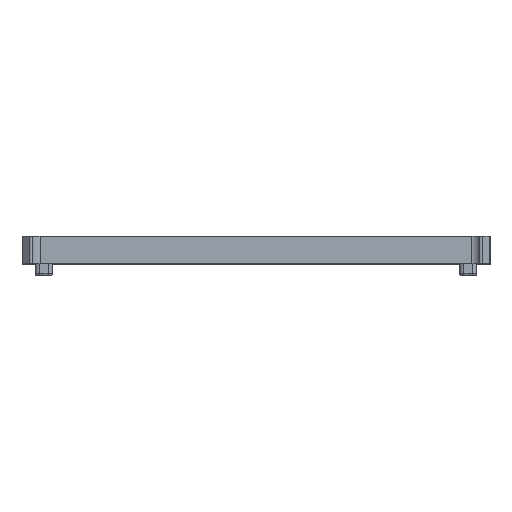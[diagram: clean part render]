
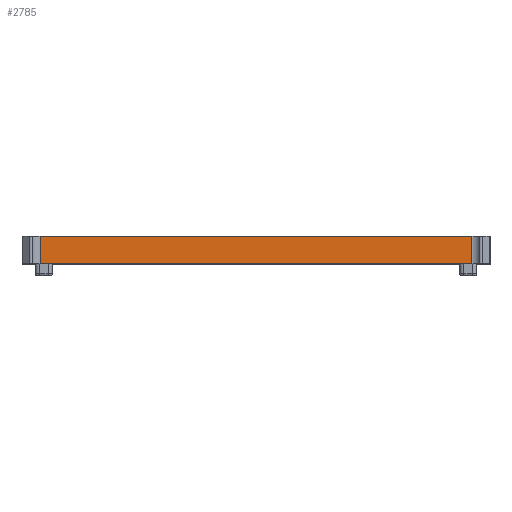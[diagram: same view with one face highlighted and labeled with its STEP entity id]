
A CAD part, top view. The second image highlights one B-rep face of the part: STEP entity #2785.
In plain terms, the highlighted planar face has unit normal (0, 0, 1).
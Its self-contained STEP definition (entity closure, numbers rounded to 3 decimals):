
#106=PLANE('',#3130);
#139=LINE('',#4155,#349);
#292=LINE('',#5051,#502);
#299=LINE('',#5092,#509);
#302=LINE('',#5104,#512);
#349=VECTOR('',#3256,10.);
#502=VECTOR('',#3901,10.);
#509=VECTOR('',#3938,10.);
#512=VECTOR('',#3953,10.);
#756=FACE_OUTER_BOUND('',#932,.T.);
#932=EDGE_LOOP('',(#2507,#2508,#2509,#2510));
#1179=VERTEX_POINT('',#4152);
#1180=VERTEX_POINT('',#4154);
#1369=VERTEX_POINT('',#5049);
#1388=VERTEX_POINT('',#5090);
#1441=EDGE_CURVE('',#1179,#1180,#139,.T.);
#1752=EDGE_CURVE('',#1369,#1179,#292,.T.);
#1773=EDGE_CURVE('',#1388,#1369,#299,.T.);
#1779=EDGE_CURVE('',#1180,#1388,#302,.T.);
#2507=ORIENTED_EDGE('',*,*,#1752,.F.);
#2508=ORIENTED_EDGE('',*,*,#1773,.F.);
#2509=ORIENTED_EDGE('',*,*,#1779,.F.);
#2510=ORIENTED_EDGE('',*,*,#1441,.F.);
#2785=ADVANCED_FACE('',(#756),#106,.F.);
#3130=AXIS2_PLACEMENT_3D('',#5103,#3951,#3952);
#3256=DIRECTION('',(1.,0.,0.));
#3901=DIRECTION('',(0.,1.,0.));
#3938=DIRECTION('',(-1.,0.,0.));
#3951=DIRECTION('center_axis',(0.,0.,-1.));
#3952=DIRECTION('ref_axis',(-1.,0.,0.));
#3953=DIRECTION('',(0.,-1.,0.));
#4152=CARTESIAN_POINT('',(-104.494,0.915,28.195));
#4154=CARTESIAN_POINT('',(2.026,0.915,28.195));
#4155=CARTESIAN_POINT('',(-43.734,0.915,28.195));
#5049=CARTESIAN_POINT('',(-104.494,-5.795,28.195));
#5051=CARTESIAN_POINT('',(-104.494,0.458,28.195));
#5090=CARTESIAN_POINT('',(2.026,-5.795,28.195));
#5092=CARTESIAN_POINT('',(-22.104,-5.795,28.195));
#5103=CARTESIAN_POINT('Origin',(7.026,6.71,28.195));
#5104=CARTESIAN_POINT('',(2.026,3.813,28.195));
